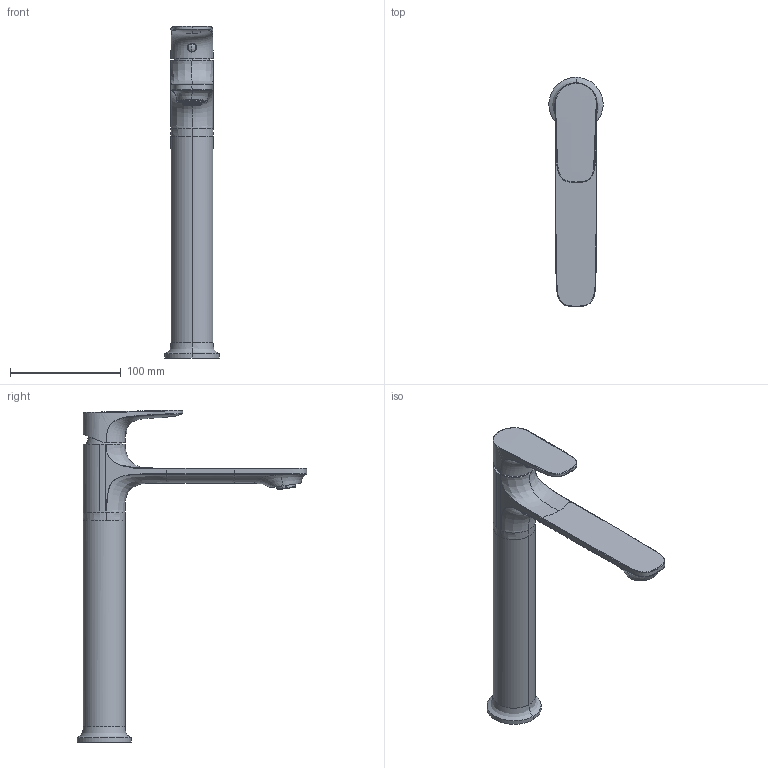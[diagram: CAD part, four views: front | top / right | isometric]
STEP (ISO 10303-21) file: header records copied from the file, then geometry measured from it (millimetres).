
FILE_DESCRIPTION(/* description */ (''),/* implementation_level */ '2;1');
FILE_NAME(/* name */ 'STEP - 155232205_9512457',/* time_stamp */ '2024-07-18T10:38:27+10:00',/* author */ (''),/* organization */ (''),/* preprocessor_version */ 'ST-DEVELOPER v16.5',/* originating_system */ 'Rhino 7.23',/* authorisation */ '');
FILE_SCHEMA (('AUTOMOTIVE_DESIGN'));
Length unit declared in the file: millimetre
Products named in the file (15): Document; 155232205RECE_ASM; 20501232160114; 20800233060113; 20800091060112; 20501179160111; 20505539072612; 20501173160210; 20310132990120; 2020304107268; 2020107102267; 2050226401056; 2040118399015; 201336522426; Block 06
Assembly tree (16 placements, depth 4):
  Document
    155232205RECE_ASM
      20501232160114  x2
      20800233060113  x2
      20800091060112
      20501179160111
      20505539072612
      20501173160210
      20310132990120
      2020304107268
      2020107102267
      2050226401056
      2040118399015
      201336522426
        Block 06
Bounding box: 48.92 x 207.94 x 300.27 mm (x, y, z)
Volume: 44291.1 mm3; surface area: 119124.6 mm2
Topology: 14 solids, 22 shells, 1999 faces, 5452 edges, 3470 vertices
Faces by surface type: plane 1191, bspline 583, cylinder 225
Entity records: 117677 total; most frequent: CARTESIAN_POINT 82330, ORIENTED_EDGE 10750, EDGE_CURVE 5403, B_SPLINE_CURVE_WITH_KNOTS 4387, VERTEX_POINT 3446, EDGE_LOOP 2273, ADVANCED_FACE 1980, FACE_OUTER_BOUND 1980
